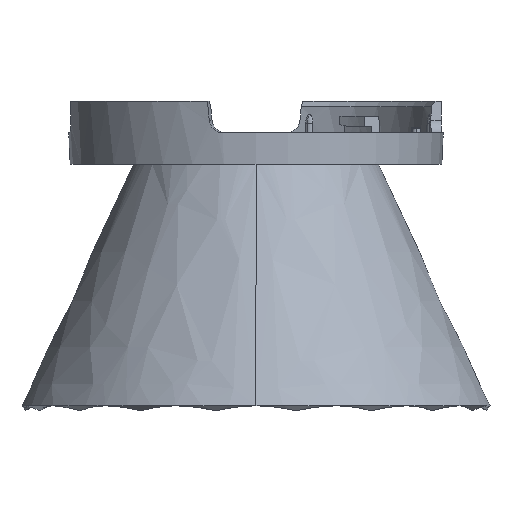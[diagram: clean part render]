
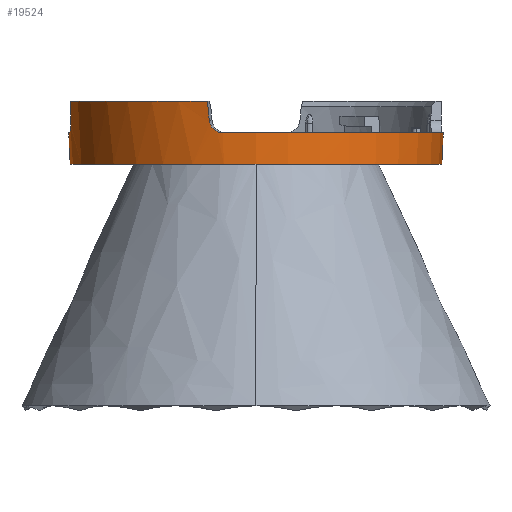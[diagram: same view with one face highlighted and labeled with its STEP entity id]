
A CAD part, left-side view. The second image highlights one B-rep face of the part: STEP entity #19524.
In plain terms, the highlighted conical face has half-angle 2.5 degrees and reference radius 26.95 mm.
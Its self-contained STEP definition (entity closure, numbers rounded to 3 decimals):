
#149 = CARTESIAN_POINT ( 'NONE',  ( 4.064, -26.483, 0.899 ) ) ;
#220 = ORIENTED_EDGE ( 'NONE', *, *, #18274, .F. ) ;
#824 = VERTEX_POINT ( 'NONE', #26343 ) ;
#990 = VERTEX_POINT ( 'NONE', #26957 ) ;
#2097 = CARTESIAN_POINT ( 'NONE',  ( 26.336, -4.707, 0. ) ) ;
#2195 = CARTESIAN_POINT ( 'NONE',  ( 25.984, -6.652, 1.577 ) ) ;
#2546 = CARTESIAN_POINT ( 'NONE',  ( 3.833, -26.505, 0.609 ) ) ;
#3272 = CIRCLE ( 'NONE', #20926, 26.95 ) ;
#4170 = EDGE_CURVE ( 'NONE', #824, #990, #27581, .T. ) ;
#4385 = CARTESIAN_POINT ( 'NONE',  ( 0., 0., 4.5 ) ) ;
#4487 = CARTESIAN_POINT ( 'NONE',  ( 4.637, -26.548, 4.5 ) ) ;
#4595 = ORIENTED_EDGE ( 'NONE', *, *, #19297, .T. ) ;
#4704 = CARTESIAN_POINT ( 'NONE',  ( 0., 0., 0. ) ) ;
#4854 = CARTESIAN_POINT ( 'NONE',  ( 4.362, -26.465, 1.577 ) ) ;
#4865 = CARTESIAN_POINT ( 'NONE',  ( 0., 26.95, 4.5 ) ) ;
#4953 = CARTESIAN_POINT ( 'NONE',  ( 3.553, -26.533, 0.367 ) ) ;
#5237 = CARTESIAN_POINT ( 'NONE',  ( 0., 0., 0. ) ) ;
#6043 = CARTESIAN_POINT ( 'NONE',  ( 25.989, -6.676, 1.826 ) ) ;
#6291 = ORIENTED_EDGE ( 'NONE', *, *, #6650, .F. ) ;
#6650 = EDGE_CURVE ( 'NONE', #26183, #30754, #12477, .T. ) ;
#6785 = DIRECTION ( 'NONE',  ( 0., 1., 0. ) ) ;
#6888 = CARTESIAN_POINT ( 'NONE',  ( 4.553, -26.523, 3.607 ) ) ;
#6903 = CARTESIAN_POINT ( 'NONE',  ( 26.183, -5.535, 0.181 ) ) ;
#7100 = DIRECTION ( 'NONE',  ( 1., 0., 0. ) ) ;
#7251 = CARTESIAN_POINT ( 'NONE',  ( 4.294, -26.466, 1.338 ) ) ;
#7348 = CARTESIAN_POINT ( 'NONE',  ( 3.232, -26.566, 0.181 ) ) ;
#7628 = DIRECTION ( 'NONE',  ( 1., 0., 0. ) ) ;
#7738 = CIRCLE ( 'NONE', #23547, 26.557 ) ;
#7891 = CARTESIAN_POINT ( 'NONE',  ( 2.393, -26.646, 0. ) ) ;
#8279 = CARTESIAN_POINT ( 'NONE',  ( 0., 0., -4.5 ) ) ;
#8527 = CARTESIAN_POINT ( 'NONE',  ( 26.025, -6.847, 3.607 ) ) ;
#9082 = CIRCLE ( 'NONE', #13095, 26.754 ) ;
#9108 = EDGE_CURVE ( 'NONE', #16695, #12790, #22038, .T. ) ;
#9250 = CARTESIAN_POINT ( 'NONE',  ( 0., 0., 4.5 ) ) ;
#9263 = CARTESIAN_POINT ( 'NONE',  ( 4.386, -26.472, 1.826 ) ) ;
#9274 = CARTESIAN_POINT ( 'NONE',  ( 26.123, -5.849, 0.365 ) ) ;
#9451 = EDGE_LOOP ( 'NONE', ( #25344, #27811, #220, #29554, #4595, #29475, #10770, #19094, #10710, #6291 ) ) ;
#9731 = CARTESIAN_POINT ( 'NONE',  ( 2.642, -26.624, 0. ) ) ;
#9841 = B_SPLINE_CURVE_WITH_KNOTS ( 'NONE', 3,
 ( #28624, #4854, #7251, #14411, #149, #16781, #2546, #19163, #4953, #21563, #7348, #23979, #9731, #26339 ),
 .UNSPECIFIED., .F., .F.,
 ( 4, 2, 2, 2, 2, 2, 4 ),
 ( 0., 0.001, 0.001, 0.001, 0.002, 0.002, 0.003 ),
 .UNSPECIFIED. ) ;
#10404 = CARTESIAN_POINT ( 'NONE',  ( 4.386, -26.472, 1.826 ) ) ;
#10666 = DIRECTION ( 'NONE',  ( 0., 1., 0. ) ) ;
#10710 = ORIENTED_EDGE ( 'NONE', *, *, #12381, .F. ) ;
#10770 = ORIENTED_EDGE ( 'NONE', *, *, #29402, .T. ) ;
#11679 = CARTESIAN_POINT ( 'NONE',  ( 26.07, -6.127, 0.608 ) ) ;
#11855 = VERTEX_POINT ( 'NONE', #14347 ) ;
#12273 = CARTESIAN_POINT ( 'NONE',  ( 0., 26.754, 0. ) ) ;
#12381 = EDGE_CURVE ( 'NONE', #30754, #27315, #25970, .T. ) ;
#12477 = LINE ( 'NONE', #15296, #18756 ) ;
#12531 = CARTESIAN_POINT ( 'NONE',  ( 0., 26.557, -4.5 ) ) ;
#12701 = EDGE_CURVE ( 'NONE', #19484, #11855, #3272, .T. ) ;
#12790 = VERTEX_POINT ( 'NONE', #12273 ) ;
#13095 = AXIS2_PLACEMENT_3D ( 'NONE', #4704, #21304, #7100 ) ;
#13227 = EDGE_CURVE ( 'NONE', #16695, #26183, #7738, .T. ) ;
#14073 = CARTESIAN_POINT ( 'NONE',  ( 26.028, -6.355, 0.896 ) ) ;
#14347 = CARTESIAN_POINT ( 'NONE',  ( 4.637, -26.548, 4.5 ) ) ;
#14411 = CARTESIAN_POINT ( 'NONE',  ( 4.129, -26.477, 1.004 ) ) ;
#14980 = FACE_OUTER_BOUND ( 'NONE', #9451, .T. ) ;
#15296 = CARTESIAN_POINT ( 'NONE',  ( 0., -26.95, 4.5 ) ) ;
#15841 = CARTESIAN_POINT ( 'NONE',  ( 0., -26.557, -4.5 ) ) ;
#16434 = CARTESIAN_POINT ( 'NONE',  ( 25.991, -6.584, 1.335 ) ) ;
#16695 = VERTEX_POINT ( 'NONE', #12531 ) ;
#16781 = CARTESIAN_POINT ( 'NONE',  ( 3.917, -26.496, 0.702 ) ) ;
#18274 = EDGE_CURVE ( 'NONE', #824, #12790, #9082, .T. ) ;
#18756 = VECTOR ( 'NONE', #22251, 1000. ) ;
#18814 = CARTESIAN_POINT ( 'NONE',  ( 25.989, -6.676, 1.826 ) ) ;
#19094 = ORIENTED_EDGE ( 'NONE', *, *, #21684, .T. ) ;
#19163 = CARTESIAN_POINT ( 'NONE',  ( 3.651, -26.523, 0.442 ) ) ;
#19297 = EDGE_CURVE ( 'NONE', #990, #19484, #26494, .T. ) ;
#19484 = VERTEX_POINT ( 'NONE', #28052 ) ;
#19524 = ADVANCED_FACE ( 'NONE', ( #14980 ), #20533, .T. ) ;
#20533 = CONICAL_SURFACE ( 'NONE', #24059, 26.95, 0.044 ) ;
#20926 = AXIS2_PLACEMENT_3D ( 'NONE', #4385, #20985, #6785 ) ;
#20985 = DIRECTION ( 'NONE',  ( 0., 0., -1. ) ) ;
#21103 = CARTESIAN_POINT ( 'NONE',  ( 26.248, -5.193, 0.046 ) ) ;
#21304 = DIRECTION ( 'NONE',  ( 0., 0., 1. ) ) ;
#21359 =( BOUNDED_CURVE ( )  B_SPLINE_CURVE ( 3, ( #4487, #6888, #23502, #9263 ),
 .UNSPECIFIED., .F., .T. ) 
 B_SPLINE_CURVE_WITH_KNOTS ( ( 4, 4 ),
 ( 2.095, 2.102 ),
 .UNSPECIFIED. ) 
 CURVE ( )  GEOMETRIC_REPRESENTATION_ITEM ( )  RATIONAL_B_SPLINE_CURVE ( ( 1., 1., 1., 1. ) ) 
 REPRESENTATION_ITEM ( '' )  );
#21563 = CARTESIAN_POINT ( 'NONE',  ( 3.344, -26.554, 0.237 ) ) ;
#21684 = EDGE_CURVE ( 'NONE', #25444, #27315, #9841, .T. ) ;
#21848 = DIRECTION ( 'NONE',  ( 0., 0., 1. ) ) ;
#22038 = LINE ( 'NONE', #4865, #27617 ) ;
#22251 = DIRECTION ( 'NONE',  ( 0., -0.044, 0.999 ) ) ;
#23008 = CARTESIAN_POINT ( 'NONE',  ( 0., -26.754, 0. ) ) ;
#23488 = DIRECTION ( 'NONE',  ( 0., 0., 1. ) ) ;
#23502 = CARTESIAN_POINT ( 'NONE',  ( 4.469, -26.498, 2.715 ) ) ;
#23520 = CARTESIAN_POINT ( 'NONE',  ( 26.162, -5.643, 0.236 ) ) ;
#23547 = AXIS2_PLACEMENT_3D ( 'NONE', #8279, #24903, #10666 ) ;
#23979 = CARTESIAN_POINT ( 'NONE',  ( 2.888, -26.6, 0.047 ) ) ;
#24059 = AXIS2_PLACEMENT_3D ( 'NONE', #9250, #23488, #25962 ) ;
#24903 = DIRECTION ( 'NONE',  ( 0., 0., -1. ) ) ;
#25156 = CARTESIAN_POINT ( 'NONE',  ( 26.043, -6.933, 4.5 ) ) ;
#25344 = ORIENTED_EDGE ( 'NONE', *, *, #13227, .F. ) ;
#25444 = VERTEX_POINT ( 'NONE', #10404 ) ;
#25791 = CARTESIAN_POINT ( 'NONE',  ( 26.292, -4.953, 0. ) ) ;
#25841 = DIRECTION ( 'NONE',  ( 0., 0.044, 0.999 ) ) ;
#25892 = CARTESIAN_POINT ( 'NONE',  ( 26.104, -5.948, 0.441 ) ) ;
#25962 = DIRECTION ( 'NONE',  ( 0., -1., 0. ) ) ;
#25970 = CIRCLE ( 'NONE', #27901, 26.754 ) ;
#26183 = VERTEX_POINT ( 'NONE', #15841 ) ;
#26339 = CARTESIAN_POINT ( 'NONE',  ( 2.393, -26.646, 0. ) ) ;
#26343 = CARTESIAN_POINT ( 'NONE',  ( 26.336, -4.707, 0. ) ) ;
#26494 =( BOUNDED_CURVE ( )  B_SPLINE_CURVE ( 3, ( #6043, #29812, #8527, #25156 ),
 .UNSPECIFIED., .F., .F. ) 
 B_SPLINE_CURVE_WITH_KNOTS ( ( 4, 4 ),
 ( 4.181, 4.188 ),
 .UNSPECIFIED. ) 
 CURVE ( )  GEOMETRIC_REPRESENTATION_ITEM ( )  RATIONAL_B_SPLINE_CURVE ( ( 1., 1., 1., 1. ) ) 
 REPRESENTATION_ITEM ( '' )  );
#26957 = CARTESIAN_POINT ( 'NONE',  ( 25.989, -6.676, 1.826 ) ) ;
#27315 = VERTEX_POINT ( 'NONE', #7891 ) ;
#27581 = B_SPLINE_CURVE_WITH_KNOTS ( 'NONE', 3,
 ( #2097, #25791, #21103, #6903, #23520, #9274, #25892, #11679, #28277, #14073, #30658, #16434, #2195, #18814 ),
 .UNSPECIFIED., .F., .F.,
 ( 4, 2, 2, 2, 2, 2, 4 ),
 ( 0., 0.001, 0.001, 0.001, 0.002, 0.002, 0.003 ),
 .UNSPECIFIED. ) ;
#27617 = VECTOR ( 'NONE', #25841, 1000. ) ;
#27811 = ORIENTED_EDGE ( 'NONE', *, *, #9108, .T. ) ;
#27901 = AXIS2_PLACEMENT_3D ( 'NONE', #5237, #21848, #7628 ) ;
#28052 = CARTESIAN_POINT ( 'NONE',  ( 26.043, -6.933, 4.5 ) ) ;
#28277 = CARTESIAN_POINT ( 'NONE',  ( 26.055, -6.209, 0.699 ) ) ;
#28624 = CARTESIAN_POINT ( 'NONE',  ( 4.386, -26.472, 1.826 ) ) ;
#29402 = EDGE_CURVE ( 'NONE', #11855, #25444, #21359, .T. ) ;
#29475 = ORIENTED_EDGE ( 'NONE', *, *, #12701, .T. ) ;
#29554 = ORIENTED_EDGE ( 'NONE', *, *, #4170, .T. ) ;
#29812 = CARTESIAN_POINT ( 'NONE',  ( 26.008, -6.762, 2.715 ) ) ;
#30658 = CARTESIAN_POINT ( 'NONE',  ( 26.017, -6.421, 1.003 ) ) ;
#30754 = VERTEX_POINT ( 'NONE', #23008 ) ;
